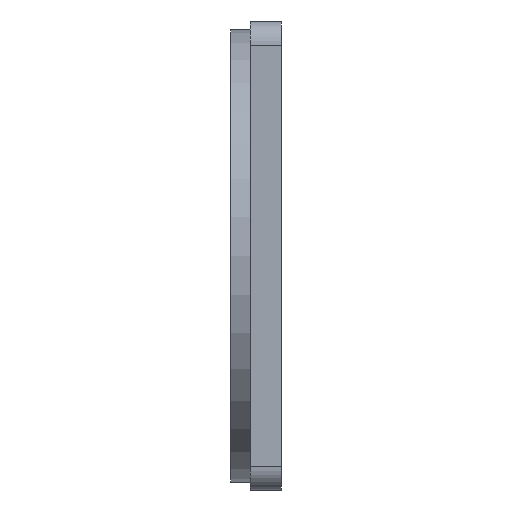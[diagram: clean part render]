
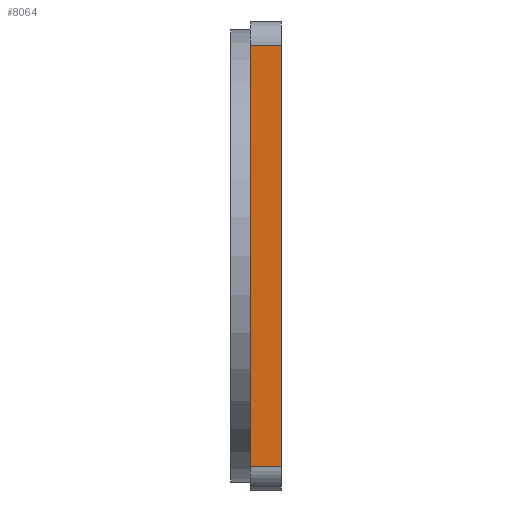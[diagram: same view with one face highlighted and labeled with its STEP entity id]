
A CAD part, left-side view. The second image highlights one B-rep face of the part: STEP entity #8064.
In plain terms, the highlighted planar face has unit normal (-1, 0, 0).
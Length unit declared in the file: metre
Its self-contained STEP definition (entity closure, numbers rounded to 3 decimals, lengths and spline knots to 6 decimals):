
#162=PLANE('',#8709);
#840=LINE('',#13046,#1452);
#841=LINE('',#13049,#1453);
#842=LINE('',#13051,#1454);
#843=LINE('',#13053,#1455);
#1452=VECTOR('',#10195,1.);
#1453=VECTOR('',#10196,1.);
#1454=VECTOR('',#10197,1.);
#1455=VECTOR('',#10198,1.);
#2988=ORIENTED_EDGE('',*,*,#4828,.T.);
#2989=ORIENTED_EDGE('',*,*,#4829,.T.);
#2990=ORIENTED_EDGE('',*,*,#4830,.F.);
#2991=ORIENTED_EDGE('',*,*,#4831,.T.);
#4828=EDGE_CURVE('',#5803,#5804,#840,.T.);
#4829=EDGE_CURVE('',#5804,#5805,#841,.T.);
#4830=EDGE_CURVE('',#5806,#5805,#842,.T.);
#4831=EDGE_CURVE('',#5806,#5803,#843,.F.);
#5803=VERTEX_POINT('',#13047);
#5804=VERTEX_POINT('',#13048);
#5805=VERTEX_POINT('',#13050);
#5806=VERTEX_POINT('',#13052);
#6768=EDGE_LOOP('',(#2988,#2989,#2990,#2991));
#7330=FACE_BOUND('',#6768,.T.);
#8064=ADVANCED_FACE('',(#7330),#162,.T.);
#8709=AXIS2_PLACEMENT_3D('',#13045,#10193,#10194);
#10193=DIRECTION('',(-1.,0.,0.));
#10194=DIRECTION('',(0.,0.,1.));
#10195=DIRECTION('',(0.,0.,-1.));
#10196=DIRECTION('',(0.,-1.,0.));
#10197=DIRECTION('',(0.,0.,-1.));
#10198=DIRECTION('',(0.,-1.,0.));
#13045=CARTESIAN_POINT('',(-0.06,0.003,0.));
#13046=CARTESIAN_POINT('',(-0.06,0.003,0.));
#13047=CARTESIAN_POINT('',(-0.06,0.003,0.054));
#13048=CARTESIAN_POINT('',(-0.06,0.003,-0.054));
#13049=CARTESIAN_POINT('',(-0.06,0.003,-0.054));
#13050=CARTESIAN_POINT('',(-0.06,-0.005,-0.054));
#13051=CARTESIAN_POINT('',(-0.06,-0.005,0.));
#13052=CARTESIAN_POINT('',(-0.06,-0.005,0.054));
#13053=CARTESIAN_POINT('',(-0.06,0.003,0.054));
